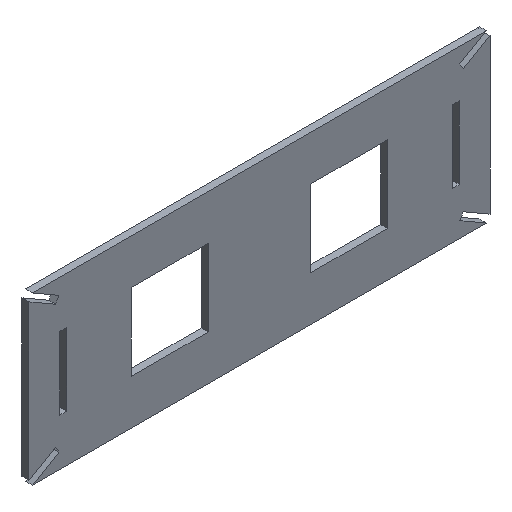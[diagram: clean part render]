
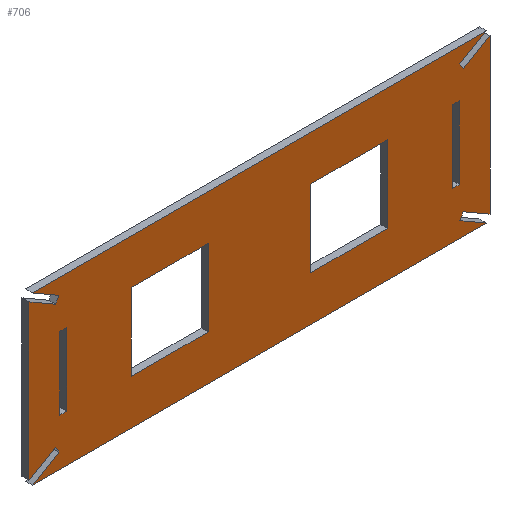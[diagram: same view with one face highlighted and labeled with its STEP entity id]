
A CAD part, isometric view. The second image highlights one B-rep face of the part: STEP entity #706.
In plain terms, the highlighted planar face has unit normal (0, -1, 0).
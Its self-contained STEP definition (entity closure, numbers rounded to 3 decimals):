
#15=FACE_BOUND('',#87,.T.);
#16=FACE_BOUND('',#88,.T.);
#17=FACE_BOUND('',#89,.T.);
#18=FACE_BOUND('',#90,.T.);
#52=FACE_OUTER_BOUND('',#86,.T.);
#86=EDGE_LOOP('',(#567,#568,#569,#570,#571,#572,#573,#574,#575,#576,#577,
#578,#579,#580,#581,#582));
#87=EDGE_LOOP('',(#583,#584,#585,#586));
#88=EDGE_LOOP('',(#587,#588,#589,#590));
#89=EDGE_LOOP('',(#591,#592,#593,#594));
#90=EDGE_LOOP('',(#595,#596,#597,#598));
#99=LINE('',#935,#195);
#103=LINE('',#943,#199);
#106=LINE('',#949,#202);
#109=LINE('',#954,#205);
#111=LINE('',#959,#207);
#115=LINE('',#967,#211);
#118=LINE('',#973,#214);
#121=LINE('',#978,#217);
#123=LINE('',#983,#219);
#127=LINE('',#991,#223);
#130=LINE('',#997,#226);
#133=LINE('',#1002,#229);
#135=LINE('',#1007,#231);
#139=LINE('',#1015,#235);
#142=LINE('',#1021,#238);
#145=LINE('',#1026,#241);
#147=LINE('',#1031,#243);
#151=LINE('',#1039,#247);
#154=LINE('',#1045,#250);
#157=LINE('',#1052,#253);
#161=LINE('',#1061,#257);
#165=LINE('',#1068,#261);
#167=LINE('',#1073,#263);
#171=LINE('',#1081,#267);
#174=LINE('',#1087,#270);
#177=LINE('',#1094,#273);
#181=LINE('',#1102,#277);
#184=LINE('',#1108,#280);
#188=LINE('',#1114,#284);
#189=LINE('',#1116,#285);
#190=LINE('',#1117,#286);
#191=LINE('',#1118,#287);
#195=VECTOR('',#769,10.);
#199=VECTOR('',#775,10.);
#202=VECTOR('',#780,10.);
#205=VECTOR('',#785,10.);
#207=VECTOR('',#789,10.);
#211=VECTOR('',#795,10.);
#214=VECTOR('',#800,10.);
#217=VECTOR('',#805,10.);
#219=VECTOR('',#809,10.);
#223=VECTOR('',#815,10.);
#226=VECTOR('',#820,10.);
#229=VECTOR('',#825,10.);
#231=VECTOR('',#829,10.);
#235=VECTOR('',#835,10.);
#238=VECTOR('',#840,10.);
#241=VECTOR('',#845,10.);
#243=VECTOR('',#849,10.);
#247=VECTOR('',#855,10.);
#250=VECTOR('',#860,10.);
#253=VECTOR('',#865,10.);
#257=VECTOR('',#871,10.);
#261=VECTOR('',#877,10.);
#263=VECTOR('',#881,10.);
#267=VECTOR('',#887,10.);
#270=VECTOR('',#892,10.);
#273=VECTOR('',#897,10.);
#277=VECTOR('',#903,10.);
#280=VECTOR('',#908,10.);
#284=VECTOR('',#914,10.);
#285=VECTOR('',#917,10.);
#286=VECTOR('',#918,10.);
#287=VECTOR('',#919,10.);
#291=VERTEX_POINT('',#933);
#292=VERTEX_POINT('',#934);
#295=VERTEX_POINT('',#942);
#297=VERTEX_POINT('',#948);
#299=VERTEX_POINT('',#957);
#300=VERTEX_POINT('',#958);
#303=VERTEX_POINT('',#966);
#305=VERTEX_POINT('',#972);
#307=VERTEX_POINT('',#981);
#308=VERTEX_POINT('',#982);
#311=VERTEX_POINT('',#990);
#313=VERTEX_POINT('',#996);
#315=VERTEX_POINT('',#1005);
#316=VERTEX_POINT('',#1006);
#319=VERTEX_POINT('',#1014);
#321=VERTEX_POINT('',#1020);
#323=VERTEX_POINT('',#1029);
#324=VERTEX_POINT('',#1030);
#327=VERTEX_POINT('',#1038);
#329=VERTEX_POINT('',#1044);
#331=VERTEX_POINT('',#1050);
#332=VERTEX_POINT('',#1051);
#335=VERTEX_POINT('',#1059);
#336=VERTEX_POINT('',#1060);
#339=VERTEX_POINT('',#1071);
#340=VERTEX_POINT('',#1072);
#343=VERTEX_POINT('',#1080);
#345=VERTEX_POINT('',#1086);
#347=VERTEX_POINT('',#1092);
#348=VERTEX_POINT('',#1093);
#351=VERTEX_POINT('',#1101);
#353=VERTEX_POINT('',#1107);
#355=EDGE_CURVE('',#291,#292,#99,.T.);
#359=EDGE_CURVE('',#292,#295,#103,.T.);
#362=EDGE_CURVE('',#295,#297,#106,.T.);
#365=EDGE_CURVE('',#297,#291,#109,.T.);
#367=EDGE_CURVE('',#299,#300,#111,.T.);
#371=EDGE_CURVE('',#300,#303,#115,.T.);
#374=EDGE_CURVE('',#303,#305,#118,.T.);
#377=EDGE_CURVE('',#305,#299,#121,.T.);
#379=EDGE_CURVE('',#307,#308,#123,.T.);
#383=EDGE_CURVE('',#308,#311,#127,.T.);
#386=EDGE_CURVE('',#311,#313,#130,.T.);
#389=EDGE_CURVE('',#313,#307,#133,.T.);
#391=EDGE_CURVE('',#315,#316,#135,.T.);
#395=EDGE_CURVE('',#316,#319,#139,.T.);
#398=EDGE_CURVE('',#319,#321,#142,.T.);
#401=EDGE_CURVE('',#321,#315,#145,.T.);
#403=EDGE_CURVE('',#323,#324,#147,.T.);
#407=EDGE_CURVE('',#324,#327,#151,.T.);
#410=EDGE_CURVE('',#329,#323,#154,.T.);
#413=EDGE_CURVE('',#331,#332,#157,.T.);
#417=EDGE_CURVE('',#335,#336,#161,.T.);
#421=EDGE_CURVE('',#336,#331,#165,.T.);
#423=EDGE_CURVE('',#339,#340,#167,.T.);
#427=EDGE_CURVE('',#340,#343,#171,.T.);
#430=EDGE_CURVE('',#345,#339,#174,.T.);
#433=EDGE_CURVE('',#347,#348,#177,.T.);
#437=EDGE_CURVE('',#348,#351,#181,.T.);
#440=EDGE_CURVE('',#351,#353,#184,.T.);
#444=EDGE_CURVE('',#345,#332,#188,.T.);
#445=EDGE_CURVE('',#335,#327,#189,.T.);
#446=EDGE_CURVE('',#347,#343,#190,.T.);
#447=EDGE_CURVE('',#329,#353,#191,.T.);
#567=ORIENTED_EDGE('',*,*,#410,.T.);
#568=ORIENTED_EDGE('',*,*,#403,.T.);
#569=ORIENTED_EDGE('',*,*,#407,.T.);
#570=ORIENTED_EDGE('',*,*,#445,.F.);
#571=ORIENTED_EDGE('',*,*,#417,.T.);
#572=ORIENTED_EDGE('',*,*,#421,.T.);
#573=ORIENTED_EDGE('',*,*,#413,.T.);
#574=ORIENTED_EDGE('',*,*,#444,.F.);
#575=ORIENTED_EDGE('',*,*,#430,.T.);
#576=ORIENTED_EDGE('',*,*,#423,.T.);
#577=ORIENTED_EDGE('',*,*,#427,.T.);
#578=ORIENTED_EDGE('',*,*,#446,.F.);
#579=ORIENTED_EDGE('',*,*,#433,.T.);
#580=ORIENTED_EDGE('',*,*,#437,.T.);
#581=ORIENTED_EDGE('',*,*,#440,.T.);
#582=ORIENTED_EDGE('',*,*,#447,.F.);
#583=ORIENTED_EDGE('',*,*,#362,.T.);
#584=ORIENTED_EDGE('',*,*,#365,.T.);
#585=ORIENTED_EDGE('',*,*,#355,.T.);
#586=ORIENTED_EDGE('',*,*,#359,.T.);
#587=ORIENTED_EDGE('',*,*,#374,.T.);
#588=ORIENTED_EDGE('',*,*,#377,.T.);
#589=ORIENTED_EDGE('',*,*,#367,.T.);
#590=ORIENTED_EDGE('',*,*,#371,.T.);
#591=ORIENTED_EDGE('',*,*,#386,.T.);
#592=ORIENTED_EDGE('',*,*,#389,.T.);
#593=ORIENTED_EDGE('',*,*,#379,.T.);
#594=ORIENTED_EDGE('',*,*,#383,.T.);
#595=ORIENTED_EDGE('',*,*,#398,.T.);
#596=ORIENTED_EDGE('',*,*,#401,.T.);
#597=ORIENTED_EDGE('',*,*,#391,.T.);
#598=ORIENTED_EDGE('',*,*,#395,.T.);
#672=PLANE('',#760);
#706=ADVANCED_FACE('',(#52,#15,#16,#17,#18),#672,.F.);
#760=AXIS2_PLACEMENT_3D('',#1115,#915,#916);
#769=DIRECTION('',(1.,0.,0.));
#775=DIRECTION('',(0.,0.,-1.));
#780=DIRECTION('',(-1.,0.,0.));
#785=DIRECTION('',(0.,0.,1.));
#789=DIRECTION('',(0.,0.,-1.));
#795=DIRECTION('',(-1.,0.,0.));
#800=DIRECTION('',(0.,0.,1.));
#805=DIRECTION('',(1.,0.,0.));
#809=DIRECTION('',(0.,0.,-1.));
#815=DIRECTION('',(-1.,0.,0.));
#820=DIRECTION('',(0.,0.,1.));
#825=DIRECTION('',(1.,0.,0.));
#829=DIRECTION('',(1.,0.,0.));
#835=DIRECTION('',(0.,0.,-1.));
#840=DIRECTION('',(-1.,0.,0.));
#845=DIRECTION('',(0.,0.,1.));
#849=DIRECTION('',(-0.5,0.,-0.866));
#855=DIRECTION('',(-0.866,0.,0.5));
#860=DIRECTION('',(0.866,0.,-0.5));
#865=DIRECTION('',(-0.866,0.,-0.5));
#871=DIRECTION('',(0.866,0.,0.5));
#877=DIRECTION('',(0.5,0.,-0.866));
#881=DIRECTION('',(0.5,0.,0.866));
#887=DIRECTION('',(0.866,0.,-0.5));
#892=DIRECTION('',(-0.866,0.,0.5));
#897=DIRECTION('',(-0.866,0.,-0.5));
#903=DIRECTION('',(-0.5,0.,0.866));
#908=DIRECTION('',(0.866,0.,0.5));
#914=DIRECTION('',(-1.,0.,0.));
#915=DIRECTION('center_axis',(0.,1.,0.));
#916=DIRECTION('ref_axis',(0.,0.,1.));
#917=DIRECTION('',(0.,0.,1.));
#918=DIRECTION('',(0.,0.,-1.));
#919=DIRECTION('',(1.,0.,0.));
#933=CARTESIAN_POINT('',(-168.,0.,-18.35));
#934=CARTESIAN_POINT('',(-165.3,0.,-18.35));
#935=CARTESIAN_POINT('',(-127.65,0.,-18.35));
#942=CARTESIAN_POINT('',(-165.3,0.,-46.65));
#943=CARTESIAN_POINT('',(-165.3,0.,-39.575));
#948=CARTESIAN_POINT('',(-168.,0.,-46.65));
#949=CARTESIAN_POINT('',(-129.,0.,-46.65));
#954=CARTESIAN_POINT('',(-168.,0.,-25.425));
#957=CARTESIAN_POINT('',(-12.,0.,-18.35));
#958=CARTESIAN_POINT('',(-12.,0.,-46.65));
#959=CARTESIAN_POINT('',(-12.,0.,-39.575));
#966=CARTESIAN_POINT('',(-14.7,0.,-46.65));
#967=CARTESIAN_POINT('',(-52.35,0.,-46.65));
#972=CARTESIAN_POINT('',(-14.7,0.,-18.35));
#973=CARTESIAN_POINT('',(-14.7,0.,-25.425));
#978=CARTESIAN_POINT('',(-51.,0.,-18.35));
#981=CARTESIAN_POINT('',(-40.,0.,-17.5));
#982=CARTESIAN_POINT('',(-40.,0.,-47.5));
#983=CARTESIAN_POINT('',(-40.,0.,-40.));
#990=CARTESIAN_POINT('',(-70.,0.,-47.5));
#991=CARTESIAN_POINT('',(-80.,0.,-47.5));
#996=CARTESIAN_POINT('',(-70.,0.,-17.5));
#997=CARTESIAN_POINT('',(-70.,0.,-25.));
#1002=CARTESIAN_POINT('',(-65.,0.,-17.5));
#1005=CARTESIAN_POINT('',(-140.,0.,-17.5));
#1006=CARTESIAN_POINT('',(-110.,0.,-17.5));
#1007=CARTESIAN_POINT('',(-100.,0.,-17.5));
#1014=CARTESIAN_POINT('',(-110.,0.,-47.5));
#1015=CARTESIAN_POINT('',(-110.,0.,-40.));
#1020=CARTESIAN_POINT('',(-140.,0.,-47.5));
#1021=CARTESIAN_POINT('',(-115.,0.,-47.5));
#1026=CARTESIAN_POINT('',(-140.,0.,-25.));
#1029=CARTESIAN_POINT('',(-168.258,0.,-6.));
#1030=CARTESIAN_POINT('',(-169.608,0.,-8.338));
#1031=CARTESIAN_POINT('',(-164.888,0.,-0.163));
#1038=CARTESIAN_POINT('',(-180.,0.,-2.338));
#1039=CARTESIAN_POINT('',(-139.72,0.,-25.594));
#1044=CARTESIAN_POINT('',(-178.65,0.,0.));
#1045=CARTESIAN_POINT('',(-133.174,0.,-26.256));
#1050=CARTESIAN_POINT('',(-168.258,0.,-59.));
#1051=CARTESIAN_POINT('',(-178.65,0.,-65.));
#1052=CARTESIAN_POINT('',(-138.37,0.,-41.744));
#1059=CARTESIAN_POINT('',(-180.,0.,-62.662));
#1060=CARTESIAN_POINT('',(-169.608,0.,-56.662));
#1061=CARTESIAN_POINT('',(-134.524,0.,-36.406));
#1068=CARTESIAN_POINT('',(-164.213,0.,-66.006));
#1071=CARTESIAN_POINT('',(-11.742,0.,-59.));
#1072=CARTESIAN_POINT('',(-10.392,0.,-56.662));
#1073=CARTESIAN_POINT('',(-15.112,0.,-64.837));
#1080=CARTESIAN_POINT('',(0.,0.,-62.662));
#1081=CARTESIAN_POINT('',(-40.28,0.,-39.406));
#1086=CARTESIAN_POINT('',(-1.35,0.,-65.));
#1087=CARTESIAN_POINT('',(-46.826,0.,-38.744));
#1092=CARTESIAN_POINT('',(0.,0.,-2.338));
#1093=CARTESIAN_POINT('',(-10.392,0.,-8.338));
#1094=CARTESIAN_POINT('',(-45.476,0.,-28.594));
#1101=CARTESIAN_POINT('',(-11.742,0.,-6.));
#1102=CARTESIAN_POINT('',(-15.787,0.,1.006));
#1107=CARTESIAN_POINT('',(-1.35,0.,0.));
#1108=CARTESIAN_POINT('',(-41.63,0.,-23.256));
#1114=CARTESIAN_POINT('',(0.,0.,-65.));
#1115=CARTESIAN_POINT('Origin',(-90.,0.,-32.5));
#1116=CARTESIAN_POINT('',(-180.,0.,-65.));
#1117=CARTESIAN_POINT('',(0.,0.,0.));
#1118=CARTESIAN_POINT('',(-180.,0.,0.));
